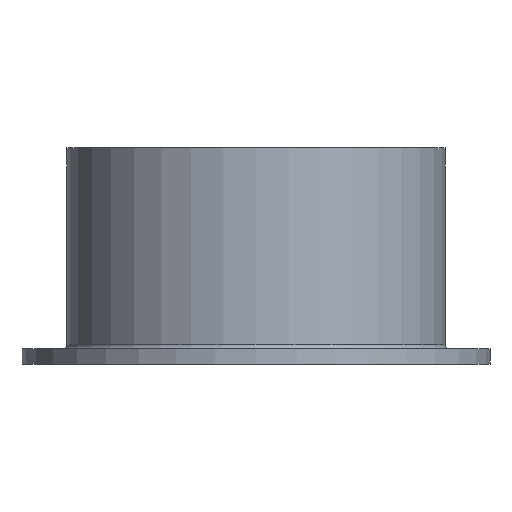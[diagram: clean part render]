
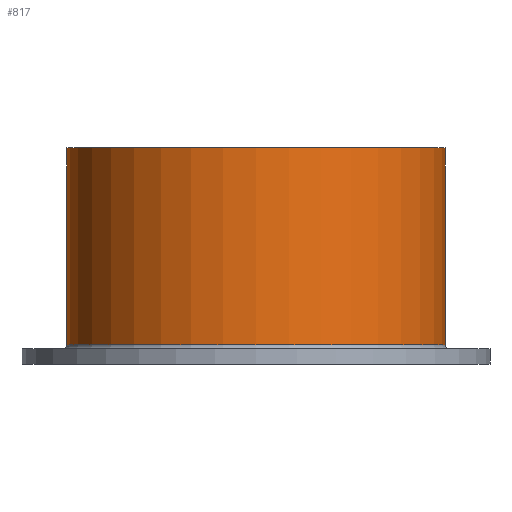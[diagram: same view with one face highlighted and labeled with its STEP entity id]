
A CAD part, left-side view. The second image highlights one B-rep face of the part: STEP entity #817.
In plain terms, the highlighted cylindrical face has radius 49 mm (diameter 98 mm), a full revolution.
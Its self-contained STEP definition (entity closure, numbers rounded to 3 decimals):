
#68=B_SPLINE_CURVE_WITH_KNOTS('',3,(#1236,#1237,#1238,#1239,#1240,#1241,
#1242,#1243,#1244,#1245),.UNSPECIFIED.,.F.,.F.,(4,2,2,2,4),(2.262,
2.45,2.639,2.827,3.016),
 .UNSPECIFIED.);
#69=B_SPLINE_CURVE_WITH_KNOTS('',3,(#1247,#1248,#1249,#1250,#1251,#1252,
#1253,#1254,#1255,#1256),.UNSPECIFIED.,.F.,.F.,(4,2,2,2,4),(0.,0.188,
0.377,0.565,0.754),.UNSPECIFIED.);
#70=B_SPLINE_CURVE_WITH_KNOTS('',3,(#1258,#1259,#1260,#1261,#1262,#1263,
#1264,#1265,#1266,#1267,#1268,#1269,#1270,#1271,#1272,#1273,#1274,#1275),
 .UNSPECIFIED.,.F.,.F.,(4,2,2,2,2,2,2,2,4),(0.754,0.942,
1.131,1.319,1.508,1.696,1.885,
2.073,2.262),.UNSPECIFIED.);
#72=LINE('',#1234,#142);
#73=LINE('',#1257,#143);
#142=VECTOR('',#985,49.);
#143=VECTOR('',#986,49.);
#212=CYLINDRICAL_SURFACE('',#885,49.);
#226=FACE_OUTER_BOUND('',#271,.T.);
#271=EDGE_LOOP('',(#581,#582,#583,#584,#585,#586,#587,#588,#589));
#335=CIRCLE('',#882,49.);
#338=CIRCLE('',#886,49.);
#378=VERTEX_POINT('',#1225);
#380=VERTEX_POINT('',#1231);
#381=VERTEX_POINT('',#1233);
#382=VERTEX_POINT('',#1235);
#383=VERTEX_POINT('',#1246);
#458=EDGE_CURVE('',#378,#378,#335,.T.);
#461=EDGE_CURVE('',#380,#380,#338,.T.);
#462=EDGE_CURVE('',#380,#381,#72,.T.);
#463=EDGE_CURVE('',#381,#382,#68,.T.);
#464=EDGE_CURVE('',#382,#383,#69,.T.);
#465=EDGE_CURVE('',#383,#378,#73,.T.);
#466=EDGE_CURVE('',#383,#381,#70,.T.);
#581=ORIENTED_EDGE('',*,*,#461,.F.);
#582=ORIENTED_EDGE('',*,*,#462,.T.);
#583=ORIENTED_EDGE('',*,*,#463,.T.);
#584=ORIENTED_EDGE('',*,*,#464,.T.);
#585=ORIENTED_EDGE('',*,*,#465,.T.);
#586=ORIENTED_EDGE('',*,*,#458,.F.);
#587=ORIENTED_EDGE('',*,*,#465,.F.);
#588=ORIENTED_EDGE('',*,*,#466,.T.);
#589=ORIENTED_EDGE('',*,*,#462,.F.);
#817=ADVANCED_FACE('',(#226),#212,.T.);
#882=AXIS2_PLACEMENT_3D('',#1226,#975,#976);
#885=AXIS2_PLACEMENT_3D('',#1230,#981,#982);
#886=AXIS2_PLACEMENT_3D('',#1232,#983,#984);
#975=DIRECTION('center_axis',(0.,0.,-1.));
#976=DIRECTION('ref_axis',(-1.,0.,0.));
#981=DIRECTION('center_axis',(0.,0.,1.));
#982=DIRECTION('ref_axis',(-1.,0.,0.));
#983=DIRECTION('center_axis',(0.,0.,1.));
#984=DIRECTION('ref_axis',(-1.,0.,0.));
#985=DIRECTION('',(0.,0.,-1.));
#986=DIRECTION('',(0.,0.,-1.));
#1225=CARTESIAN_POINT('',(49.,0.,5.));
#1226=CARTESIAN_POINT('Origin',(0.,0.,5.));
#1230=CARTESIAN_POINT('Origin',(0.,0.,4.));
#1231=CARTESIAN_POINT('',(49.,0.,56.));
#1232=CARTESIAN_POINT('Origin',(0.,0.,56.));
#1233=CARTESIAN_POINT('',(49.,0.,19.));
#1234=CARTESIAN_POINT('',(49.,0.,4.));
#1235=CARTESIAN_POINT('',(48.744,5.,14.));
#1236=CARTESIAN_POINT('Ctrl Pts',(49.,0.,19.));
#1237=CARTESIAN_POINT('Ctrl Pts',(49.,0.628,19.));
#1238=CARTESIAN_POINT('Ctrl Pts',(48.987,1.298,18.874));
#1239=CARTESIAN_POINT('Ctrl Pts',(48.939,2.53,18.364));
#1240=CARTESIAN_POINT('Ctrl Pts',(48.904,3.092,17.979));
#1241=CARTESIAN_POINT('Ctrl Pts',(48.84,3.979,17.092));
#1242=CARTESIAN_POINT('Ctrl Pts',(48.806,4.364,16.53));
#1243=CARTESIAN_POINT('Ctrl Pts',(48.758,4.874,15.298));
#1244=CARTESIAN_POINT('Ctrl Pts',(48.744,5.,14.628));
#1245=CARTESIAN_POINT('Ctrl Pts',(48.744,5.,14.));
#1246=CARTESIAN_POINT('',(49.,0.,9.));
#1247=CARTESIAN_POINT('Ctrl Pts',(48.744,5.,14.));
#1248=CARTESIAN_POINT('Ctrl Pts',(48.744,5.,13.372));
#1249=CARTESIAN_POINT('Ctrl Pts',(48.758,4.874,12.702));
#1250=CARTESIAN_POINT('Ctrl Pts',(48.806,4.364,11.47));
#1251=CARTESIAN_POINT('Ctrl Pts',(48.84,3.979,10.908));
#1252=CARTESIAN_POINT('Ctrl Pts',(48.904,3.092,10.021));
#1253=CARTESIAN_POINT('Ctrl Pts',(48.939,2.53,9.636));
#1254=CARTESIAN_POINT('Ctrl Pts',(48.987,1.298,9.126));
#1255=CARTESIAN_POINT('Ctrl Pts',(49.,0.628,9.));
#1256=CARTESIAN_POINT('Ctrl Pts',(49.,0.,9.));
#1257=CARTESIAN_POINT('',(49.,0.,4.));
#1258=CARTESIAN_POINT('Ctrl Pts',(49.,0.,9.));
#1259=CARTESIAN_POINT('Ctrl Pts',(49.,-0.628,9.));
#1260=CARTESIAN_POINT('Ctrl Pts',(48.987,-1.298,9.126));
#1261=CARTESIAN_POINT('Ctrl Pts',(48.939,-2.53,9.636));
#1262=CARTESIAN_POINT('Ctrl Pts',(48.904,-3.092,10.021));
#1263=CARTESIAN_POINT('Ctrl Pts',(48.84,-3.979,10.908));
#1264=CARTESIAN_POINT('Ctrl Pts',(48.806,-4.364,11.47));
#1265=CARTESIAN_POINT('Ctrl Pts',(48.758,-4.874,12.702));
#1266=CARTESIAN_POINT('Ctrl Pts',(48.744,-5.,13.372));
#1267=CARTESIAN_POINT('Ctrl Pts',(48.744,-5.,14.628));
#1268=CARTESIAN_POINT('Ctrl Pts',(48.758,-4.874,15.298));
#1269=CARTESIAN_POINT('Ctrl Pts',(48.806,-4.364,16.53));
#1270=CARTESIAN_POINT('Ctrl Pts',(48.84,-3.979,17.092));
#1271=CARTESIAN_POINT('Ctrl Pts',(48.904,-3.092,17.979));
#1272=CARTESIAN_POINT('Ctrl Pts',(48.939,-2.53,18.364));
#1273=CARTESIAN_POINT('Ctrl Pts',(48.987,-1.298,18.874));
#1274=CARTESIAN_POINT('Ctrl Pts',(49.,-0.628,19.));
#1275=CARTESIAN_POINT('Ctrl Pts',(49.,0.,19.));
